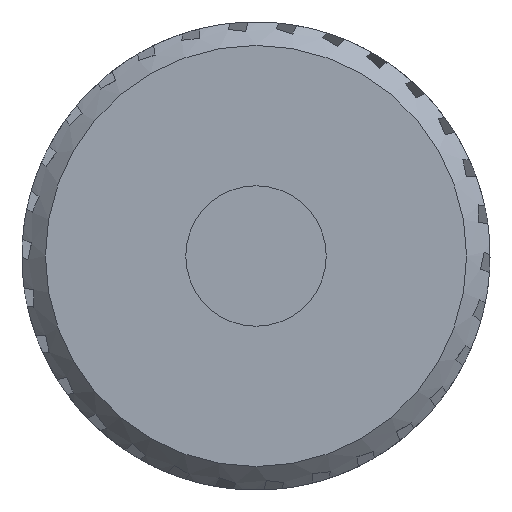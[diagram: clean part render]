
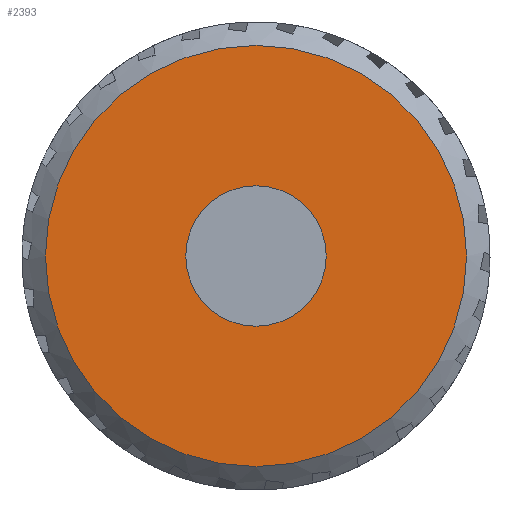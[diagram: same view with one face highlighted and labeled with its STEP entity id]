
A CAD part, front view. The second image highlights one B-rep face of the part: STEP entity #2393.
In plain terms, the highlighted planar face has unit normal (0, -1, 0).
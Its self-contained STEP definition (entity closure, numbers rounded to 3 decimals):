
#15=FACE_BOUND('',#376,.T.);
#50=CIRCLE('',#2408,9.);
#111=CIRCLE('',#2649,3.);
#243=FACE_OUTER_BOUND('',#375,.T.);
#375=EDGE_LOOP('',(#2029));
#376=EDGE_LOOP('',(#2030));
#782=VERTEX_POINT('',#3290);
#1022=VERTEX_POINT('',#4364);
#1039=EDGE_CURVE('',#782,#782,#50,.T.);
#1400=EDGE_CURVE('',#1022,#1022,#111,.T.);
#2029=ORIENTED_EDGE('',*,*,#1039,.F.);
#2030=ORIENTED_EDGE('',*,*,#1400,.F.);
#2264=PLANE('',#2648);
#2393=ADVANCED_FACE('',(#243,#15),#2264,.F.);
#2408=AXIS2_PLACEMENT_3D('',#3292,#2677,#2678);
#2648=AXIS2_PLACEMENT_3D('',#4363,#3224,#3225);
#2649=AXIS2_PLACEMENT_3D('',#4365,#3226,#3227);
#2677=DIRECTION('center_axis',(0.,1.,0.));
#2678=DIRECTION('ref_axis',(-1.,0.,0.));
#3224=DIRECTION('center_axis',(0.,1.,0.));
#3225=DIRECTION('ref_axis',(-1.,0.,0.));
#3226=DIRECTION('center_axis',(0.,-1.,0.));
#3227=DIRECTION('ref_axis',(-1.,0.,0.));
#3290=CARTESIAN_POINT('',(37.651,79.631,-124.107));
#3292=CARTESIAN_POINT('Origin',(28.651,79.631,-124.107));
#4363=CARTESIAN_POINT('Origin',(28.651,79.631,-124.107));
#4364=CARTESIAN_POINT('',(31.651,79.631,-124.107));
#4365=CARTESIAN_POINT('Origin',(28.651,79.631,-124.107));
